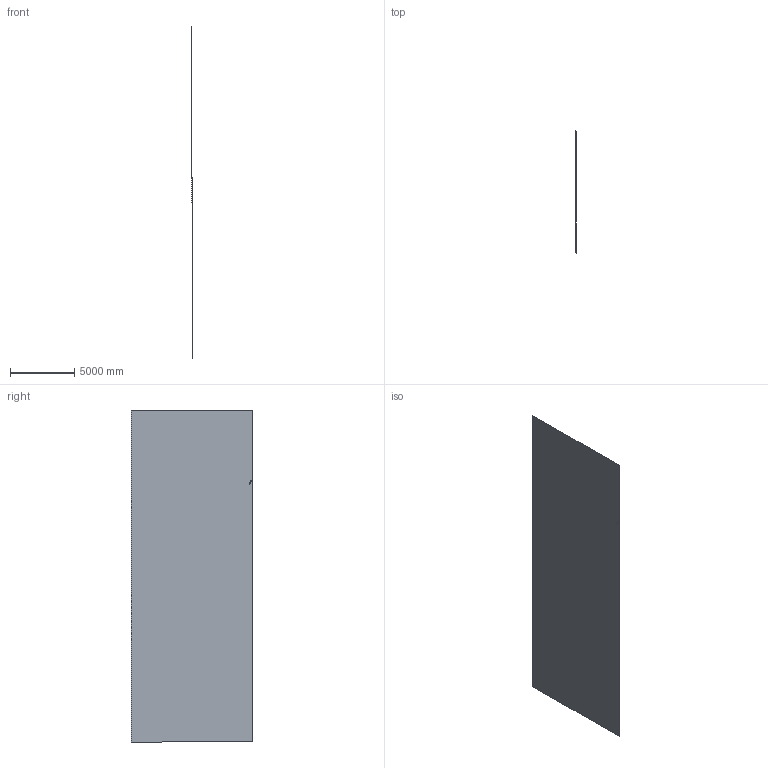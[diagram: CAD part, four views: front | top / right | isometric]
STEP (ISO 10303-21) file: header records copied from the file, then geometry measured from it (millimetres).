
FILE_DESCRIPTION (( 'STEP AP214' ), '1' );
FILE_NAME ('cfdtest2template.STEP', '2024-09-19T17:01:07', ( '' ), ( '' ), 'SwSTEP 2.0', 'SolidWorks 2024', '' );
FILE_SCHEMA (( 'AUTOMOTIVE_DESIGN' ));
Length unit declared in the file: inch
Products named in the file (1): cfdtest2template
Bounding box: 0 x 9494.97 x 25869.49 mm (x, y, z)
Surface area: 245546149.4 mm2 (no closed solid volume)
Topology: 0 solids, 1 shells, 1 faces, 8 edges, 8 vertices
Faces by surface type: bspline 1
Entity records: 738 total; most frequent: CARTESIAN_POINT 673, EDGE_CURVE 8, ORIENTED_EDGE 8, B_SPLINE_CURVE_WITH_KNOTS 8, VERTEX_POINT 8, EDGE_LOOP 5, FACE_BOUND 4, DIRECTION 2
